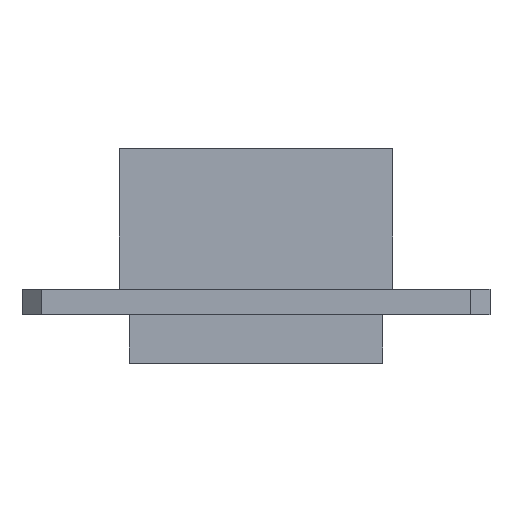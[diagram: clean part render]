
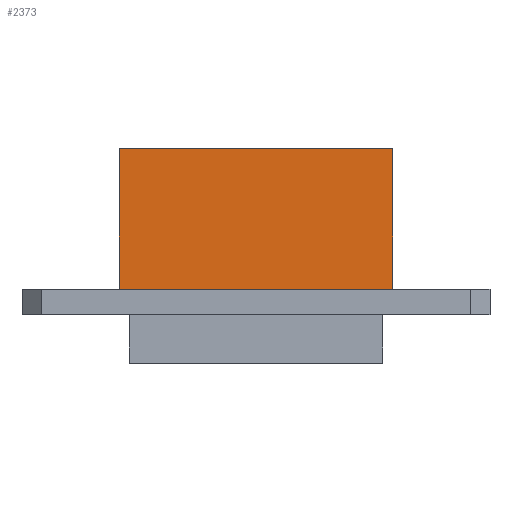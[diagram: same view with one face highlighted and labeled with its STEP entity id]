
A CAD part, left-side view. The second image highlights one B-rep face of the part: STEP entity #2373.
In plain terms, the highlighted planar face has unit normal (-1, 0, 0).
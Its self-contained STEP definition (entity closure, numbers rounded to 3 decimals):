
#73 = DIRECTION ( 'NONE',  ( 0., 0., -1. ) ) ;
#198 = CARTESIAN_POINT ( 'NONE',  ( -14., 7., 8.5 ) ) ;
#217 = CARTESIAN_POINT ( 'NONE',  ( -14., -7., 1.3 ) ) ;
#448 = VECTOR ( 'NONE', #7897, 1000. ) ;
#553 = VECTOR ( 'NONE', #922, 1000. ) ;
#801 = PLANE ( 'NONE',  #1788 ) ;
#858 = CARTESIAN_POINT ( 'NONE',  ( -14., -7., 8.5 ) ) ;
#922 = DIRECTION ( 'NONE',  ( 0., -1., 0. ) ) ;
#963 = DIRECTION ( 'NONE',  ( 1., 0., 0. ) ) ;
#1095 = VERTEX_POINT ( 'NONE', #6055 ) ;
#1459 = CARTESIAN_POINT ( 'NONE',  ( -14., -7., 8.5 ) ) ;
#1484 = VERTEX_POINT ( 'NONE', #4475 ) ;
#1788 = AXIS2_PLACEMENT_3D ( 'NONE', #1459, #963, #73 ) ;
#2373 = ADVANCED_FACE ( 'NONE', ( #4928 ), #801, .F. ) ;
#2396 = ORIENTED_EDGE ( 'NONE', *, *, #6871, .T. ) ;
#2634 = EDGE_LOOP ( 'NONE', ( #3746, #3703, #5617, #2396 ) ) ;
#3224 = CARTESIAN_POINT ( 'NONE',  ( -14., 7., 8.5 ) ) ;
#3344 = LINE ( 'NONE', #6163, #553 ) ;
#3658 = VECTOR ( 'NONE', #7938, 1000. ) ;
#3703 = ORIENTED_EDGE ( 'NONE', *, *, #4487, .F. ) ;
#3746 = ORIENTED_EDGE ( 'NONE', *, *, #7442, .T. ) ;
#3859 = LINE ( 'NONE', #858, #3959 ) ;
#3959 = VECTOR ( 'NONE', #7517, 1000. ) ;
#4475 = CARTESIAN_POINT ( 'NONE',  ( -14., -7., 8.5 ) ) ;
#4487 = EDGE_CURVE ( 'NONE', #1484, #6230, #8223, .T. ) ;
#4928 = FACE_OUTER_BOUND ( 'NONE', #2634, .T. ) ;
#5617 = ORIENTED_EDGE ( 'NONE', *, *, #7387, .F. ) ;
#5940 = LINE ( 'NONE', #3224, #3658 ) ;
#6055 = CARTESIAN_POINT ( 'NONE',  ( -14., 7., 1.3 ) ) ;
#6107 = CARTESIAN_POINT ( 'NONE',  ( -14., -7., 8.5 ) ) ;
#6163 = CARTESIAN_POINT ( 'NONE',  ( -14., -7., 1.3 ) ) ;
#6230 = VERTEX_POINT ( 'NONE', #217 ) ;
#6871 = EDGE_CURVE ( 'NONE', #8040, #1095, #5940, .T. ) ;
#7387 = EDGE_CURVE ( 'NONE', #8040, #1484, #3859, .T. ) ;
#7442 = EDGE_CURVE ( 'NONE', #1095, #6230, #3344, .T. ) ;
#7517 = DIRECTION ( 'NONE',  ( 0., -1., 0. ) ) ;
#7897 = DIRECTION ( 'NONE',  ( 0., 0., -1. ) ) ;
#7938 = DIRECTION ( 'NONE',  ( 0., 0., -1. ) ) ;
#8040 = VERTEX_POINT ( 'NONE', #198 ) ;
#8223 = LINE ( 'NONE', #6107, #448 ) ;
